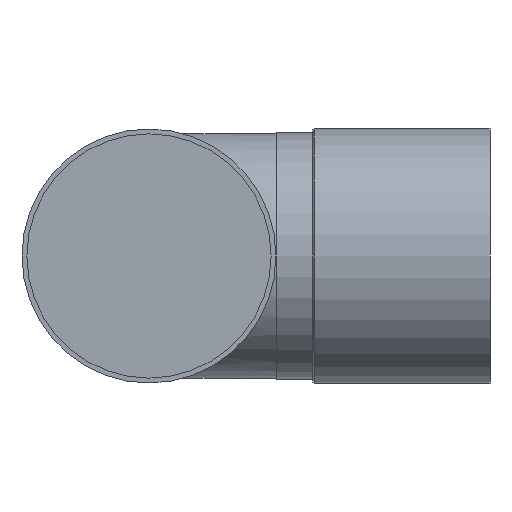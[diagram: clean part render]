
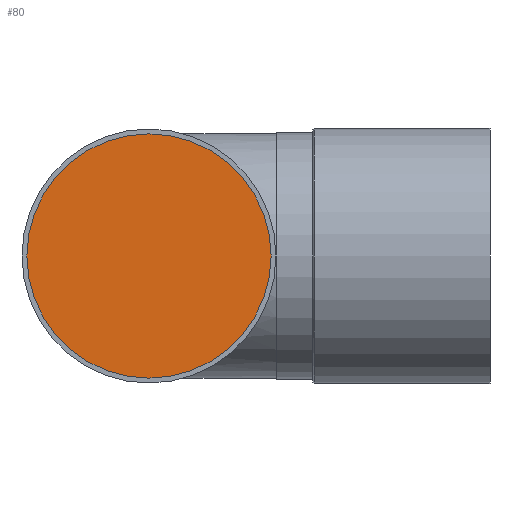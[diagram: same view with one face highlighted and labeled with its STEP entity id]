
A CAD part, front view. The second image highlights one B-rep face of the part: STEP entity #80.
In plain terms, the highlighted planar face has unit normal (0, -1, 0).
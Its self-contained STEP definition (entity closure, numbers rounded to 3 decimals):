
#80 = ADVANCED_FACE( '', ( #172 ), #173, .F. );
#172 = FACE_OUTER_BOUND( '', #257, .T. );
#173 = PLANE( '', #258 );
#257 = EDGE_LOOP( '', ( #372 ) );
#258 = AXIS2_PLACEMENT_3D( '', #373, #374, #375 );
#372 = ORIENTED_EDGE( '', *, *, #418, .F. );
#373 = CARTESIAN_POINT( '', ( 0., -139., 0. ) );
#374 = DIRECTION( '', ( 0., 1., 0. ) );
#375 = DIRECTION( '', ( 0., 0., 1. ) );
#418 = EDGE_CURVE( '', #475, #475, #476, .T. );
#475 = VERTEX_POINT( '', #756 );
#476 = CIRCLE( '', #757, 84.15 );
#756 = CARTESIAN_POINT( '', ( 0., -139., 84.15 ) );
#757 = AXIS2_PLACEMENT_3D( '', #811, #812, #813 );
#811 = CARTESIAN_POINT( '', ( 0., -139., 0. ) );
#812 = DIRECTION( '', ( 0., 1., 0. ) );
#813 = DIRECTION( '', ( 0., 0., 1. ) );
